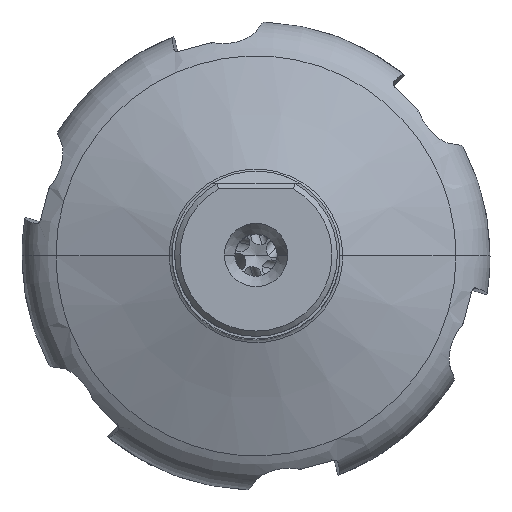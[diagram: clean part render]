
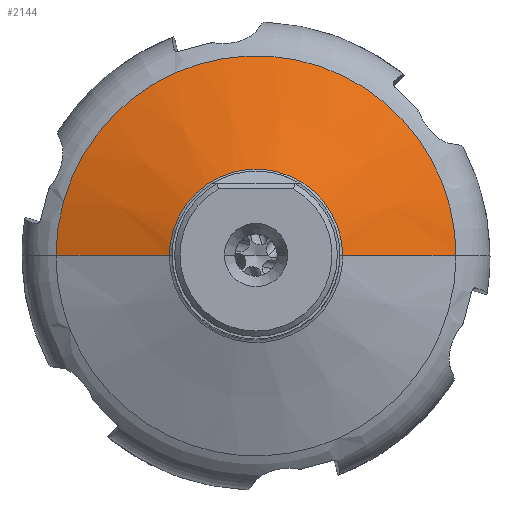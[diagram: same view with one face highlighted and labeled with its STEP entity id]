
A CAD part, top view. The second image highlights one B-rep face of the part: STEP entity #2144.
In plain terms, the highlighted conical face has half-angle 69 degrees and reference radius 27.114 mm.
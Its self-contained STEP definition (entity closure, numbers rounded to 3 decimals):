
#656=CONICAL_SURFACE('',#16248,27.114,69.);
#2144=ADVANCED_FACE('',(#3386),#656,.T.);
#3386=FACE_OUTER_BOUND('',#4268,.T.);
#4268=EDGE_LOOP('',(#6557,#6558,#6559,#6560));
#6557=ORIENTED_EDGE('',*,*,#12615,.F.);
#6558=ORIENTED_EDGE('',*,*,#12616,.F.);
#6559=ORIENTED_EDGE('',*,*,#12617,.T.);
#6560=ORIENTED_EDGE('',*,*,#12618,.F.);
#10876=VERTEX_POINT('',#25416);
#10877=VERTEX_POINT('',#25417);
#10878=VERTEX_POINT('',#25436);
#10879=VERTEX_POINT('',#25441);
#12615=EDGE_CURVE('',#10876,#10877,#14819,.T.);
#12616=EDGE_CURVE('',#10878,#10876,#14820,.T.);
#12617=EDGE_CURVE('',#10878,#10879,#14821,.T.);
#12618=EDGE_CURVE('',#10877,#10879,#14822,.T.);
#14819=B_SPLINE_CURVE_WITH_KNOTS('',3,(#25412,#25413,#25414,#25415),
 .UNSPECIFIED.,.F.,.F.,(4,4),(0.,1.),.UNSPECIFIED.);
#14820=B_SPLINE_CURVE_WITH_KNOTS('',3,(#25418,#25419,#25420,#25421,#25422,
#25423,#25424,#25425,#25426,#25427,#25428,#25429,#25430,#25431,#25432,#25433,
#25434,#25435),.UNSPECIFIED.,.F.,.F.,(4,2,2,2,2,2,2,2,4),(0.,0.125,0.25,
0.375,0.5,0.625,0.75,0.875,1.),.UNSPECIFIED.);
#14821=B_SPLINE_CURVE_WITH_KNOTS('',3,(#25437,#25438,#25439,#25440),
 .UNSPECIFIED.,.F.,.F.,(4,4),(0.,1.),.UNSPECIFIED.);
#14822=B_SPLINE_CURVE_WITH_KNOTS('',3,(#25442,#25443,#25444,#25445,#25446,
#25447,#25448,#25449,#25450,#25451),.UNSPECIFIED.,.F.,.F.,(4,2,2,2,4),(0.,
0.25,0.5,0.75,1.),.UNSPECIFIED.);
#16248=AXIS2_PLACEMENT_3D('',#25452,#18193,#18194);
#18193=DIRECTION('',(0.,0.,-1.));
#18194=DIRECTION('',(1.,0.,0.));
#25412=CARTESIAN_POINT('',(37.825,0.,-53.324));
#25413=CARTESIAN_POINT('',(30.685,0.,-50.583));
#25414=CARTESIAN_POINT('',(23.544,0.,-47.842));
#25415=CARTESIAN_POINT('',(16.403,0.,-45.101));
#25416=CARTESIAN_POINT('',(37.825,0.,-53.324));
#25417=CARTESIAN_POINT('',(16.403,0.,-45.101));
#25418=CARTESIAN_POINT('',(-37.825,0.,-53.324));
#25419=CARTESIAN_POINT('',(-37.825,4.951,-53.324));
#25420=CARTESIAN_POINT('',(-36.841,9.901,-53.324));
#25421=CARTESIAN_POINT('',(-33.051,19.05,-53.324));
#25422=CARTESIAN_POINT('',(-30.248,23.245,-53.324));
#25423=CARTESIAN_POINT('',(-23.245,30.248,-53.324));
#25424=CARTESIAN_POINT('',(-19.05,33.051,-53.324));
#25425=CARTESIAN_POINT('',(-9.901,36.841,-53.324));
#25426=CARTESIAN_POINT('',(-4.951,37.825,-53.324));
#25427=CARTESIAN_POINT('',(4.951,37.825,-53.324));
#25428=CARTESIAN_POINT('',(9.901,36.841,-53.324));
#25429=CARTESIAN_POINT('',(19.05,33.051,-53.324));
#25430=CARTESIAN_POINT('',(23.245,30.248,-53.324));
#25431=CARTESIAN_POINT('',(30.248,23.245,-53.324));
#25432=CARTESIAN_POINT('',(33.051,19.05,-53.324));
#25433=CARTESIAN_POINT('',(36.841,9.901,-53.324));
#25434=CARTESIAN_POINT('',(37.825,4.951,-53.324));
#25435=CARTESIAN_POINT('',(37.825,0.,-53.324));
#25436=CARTESIAN_POINT('',(-37.825,0.,-53.324));
#25437=CARTESIAN_POINT('',(-37.825,0.,-53.324));
#25438=CARTESIAN_POINT('',(-30.685,0.,-50.583));
#25439=CARTESIAN_POINT('',(-23.544,0.,-47.842));
#25440=CARTESIAN_POINT('',(-16.403,0.,-45.101));
#25441=CARTESIAN_POINT('',(-16.403,0.,-45.101));
#25442=CARTESIAN_POINT('',(16.403,0.,-45.101));
#25443=CARTESIAN_POINT('',(16.403,4.294,-45.101));
#25444=CARTESIAN_POINT('',(14.635,8.562,-45.101));
#25445=CARTESIAN_POINT('',(8.562,14.635,-45.101));
#25446=CARTESIAN_POINT('',(4.294,16.403,-45.101));
#25447=CARTESIAN_POINT('',(-4.294,16.403,-45.101));
#25448=CARTESIAN_POINT('',(-8.562,14.635,-45.101));
#25449=CARTESIAN_POINT('',(-14.635,8.562,-45.101));
#25450=CARTESIAN_POINT('',(-16.403,4.294,-45.101));
#25451=CARTESIAN_POINT('',(-16.403,0.,-45.101));
#25452=CARTESIAN_POINT('',(0.,0.,-49.212));
